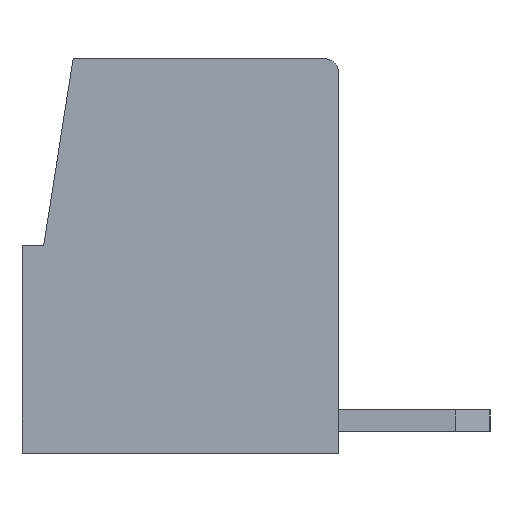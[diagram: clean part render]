
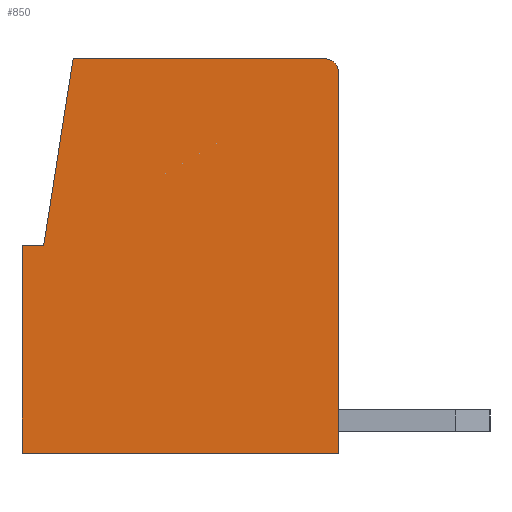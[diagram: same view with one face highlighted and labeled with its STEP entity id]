
A CAD part, left-side view. The second image highlights one B-rep face of the part: STEP entity #850.
In plain terms, the highlighted planar face has unit normal (-1, 0, 0).
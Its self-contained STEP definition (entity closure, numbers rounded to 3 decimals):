
#850 = ADVANCED_FACE( '', ( #1806 ), #1807, .F. );
#1806 = FACE_OUTER_BOUND( '', #2890, .T. );
#1807 = PLANE( '', #2891 );
#2890 = EDGE_LOOP( '', ( #5209, #5210, #5211, #5212, #5213, #5214, #5215 ) );
#2891 = AXIS2_PLACEMENT_3D( '', #5216, #5217, #5218 );
#5209 = ORIENTED_EDGE( '', *, *, #6602, .T. );
#5210 = ORIENTED_EDGE( '', *, *, #7213, .F. );
#5211 = ORIENTED_EDGE( '', *, *, #7412, .F. );
#5212 = ORIENTED_EDGE( '', *, *, #7413, .T. );
#5213 = ORIENTED_EDGE( '', *, *, #6915, .T. );
#5214 = ORIENTED_EDGE( '', *, *, #7034, .T. );
#5215 = ORIENTED_EDGE( '', *, *, #7032, .T. );
#5216 = CARTESIAN_POINT( '', ( -1.905, -11.88, 0. ) );
#5217 = DIRECTION( '', ( 1., 0., 0. ) );
#5218 = DIRECTION( '', ( 0., 1., 0. ) );
#6602 = EDGE_CURVE( '', #7955, #7953, #7956, .T. );
#6915 = EDGE_CURVE( '', #8478, #8479, #8480, .T. );
#7032 = EDGE_CURVE( '', #8660, #7955, #8663, .T. );
#7034 = EDGE_CURVE( '', #8479, #8660, #8665, .T. );
#7213 = EDGE_CURVE( '', #8934, #7953, #8936, .T. );
#7412 = EDGE_CURVE( '', #9196, #8934, #9197, .T. );
#7413 = EDGE_CURVE( '', #9196, #8478, #9198, .T. );
#7953 = VERTEX_POINT( '', #9883 );
#7955 = VERTEX_POINT( '', #9886 );
#7956 = LINE( '', #9887, #9888 );
#8478 = VERTEX_POINT( '', #10650 );
#8479 = VERTEX_POINT( '', #10651 );
#8480 = LINE( '', #10652, #10653 );
#8660 = VERTEX_POINT( '', #10912 );
#8663 = LINE( '', #10917, #10918 );
#8665 = LINE( '', #10920, #10921 );
#8934 = VERTEX_POINT( '', #11318 );
#8936 = CIRCLE( '', #11321, 0.3 );
#9196 = VERTEX_POINT( '', #11715 );
#9197 = LINE( '', #11716, #11717 );
#9198 = LINE( '', #11718, #11719 );
#9883 = CARTESIAN_POINT( '', ( -1.905, -7.3, 8.8 ) );
#9886 = CARTESIAN_POINT( '', ( -1.905, -7.3, 0. ) );
#9887 = CARTESIAN_POINT( '', ( -1.905, -7.3, 0. ) );
#9888 = VECTOR( '', #12330, 1000. );
#10650 = CARTESIAN_POINT( '', ( -1.905, -0.5, 4.8 ) );
#10651 = CARTESIAN_POINT( '', ( -1.905, 0., 4.8 ) );
#10652 = CARTESIAN_POINT( '', ( -1.905, -3.5, 4.8 ) );
#10653 = VECTOR( '', #12610, 1000. );
#10912 = CARTESIAN_POINT( '', ( -1.905, 0., 0. ) );
#10917 = CARTESIAN_POINT( '', ( -1.905, -3.5, 0. ) );
#10918 = VECTOR( '', #12725, 1000. );
#10920 = CARTESIAN_POINT( '', ( -1.905, 0., 0. ) );
#10921 = VECTOR( '', #12726, 1000. );
#11318 = CARTESIAN_POINT( '', ( -1.905, -7., 9.1 ) );
#11321 = AXIS2_PLACEMENT_3D( '', #12871, #12872, #12873 );
#11715 = CARTESIAN_POINT( '', ( -1.905, -1.181, 9.1 ) );
#11716 = CARTESIAN_POINT( '', ( -1.905, -3.5, 9.1 ) );
#11717 = VECTOR( '', #13023, 1000. );
#11718 = CARTESIAN_POINT( '', ( -1.905, 0.26, 0. ) );
#11719 = VECTOR( '', #13024, 1000. );
#12330 = DIRECTION( '', ( 0., 0., 1. ) );
#12610 = DIRECTION( '', ( 0., 1., 0. ) );
#12725 = DIRECTION( '', ( 0., -1., 0. ) );
#12726 = DIRECTION( '', ( 0., 0., -1. ) );
#12871 = CARTESIAN_POINT( '', ( -1.905, -7., 8.8 ) );
#12872 = DIRECTION( '', ( 1., 0., 0. ) );
#12873 = DIRECTION( '', ( 0., -1., 0. ) );
#13023 = DIRECTION( '', ( 0., -1., 0. ) );
#13024 = DIRECTION( '', ( 0., 0.156, -0.988 ) );
